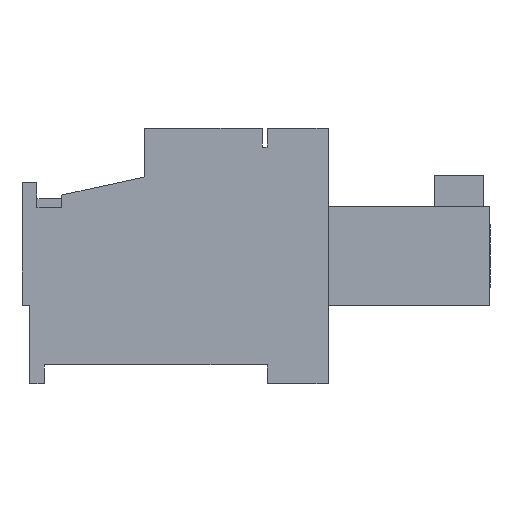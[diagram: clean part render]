
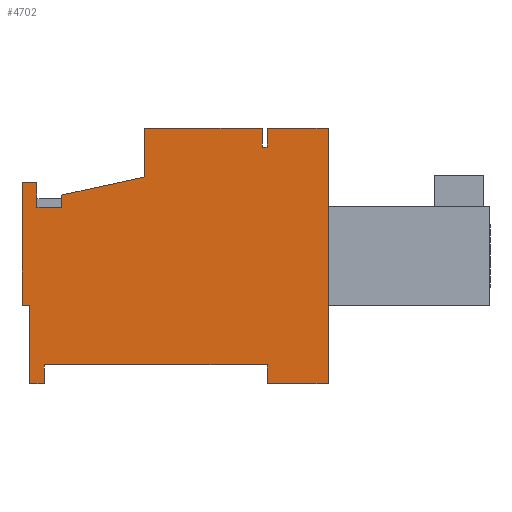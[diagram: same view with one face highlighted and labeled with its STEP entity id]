
A CAD part, left-side view. The second image highlights one B-rep face of the part: STEP entity #4702.
In plain terms, the highlighted planar face has unit normal (-1, 0, 0).
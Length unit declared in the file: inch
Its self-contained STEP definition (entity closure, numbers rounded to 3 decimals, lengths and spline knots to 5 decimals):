
#1=DIRECTION('',(0.,-1.,0.));
#2=VECTOR('',#1,0.008);
#3=CARTESIAN_POINT('',(-0.365,0.106,0.175));
#4=LINE('',#3,#2);
#5=DIRECTION('',(0.,0.,1.));
#6=VECTOR('',#5,0.03);
#7=CARTESIAN_POINT('',(-0.365,0.098,0.175));
#8=LINE('',#7,#6);
#9=DIRECTION('',(0.,1.,0.));
#10=VECTOR('',#9,0.098);
#11=CARTESIAN_POINT('',(-0.365,0.,0.205));
#12=LINE('',#11,#10);
#13=DIRECTION('',(0.,0.,-1.));
#14=VECTOR('',#13,0.41);
#15=CARTESIAN_POINT('',(-0.365,0.,0.205));
#16=LINE('',#15,#14);
#17=DIRECTION('',(0.,-1.,0.));
#18=VECTOR('',#17,0.098);
#19=CARTESIAN_POINT('',(-0.365,0.098,-0.205));
#20=LINE('',#19,#18);
#21=DIRECTION('',(0.,0.,1.));
#22=VECTOR('',#21,0.03);
#23=CARTESIAN_POINT('',(-0.365,0.098,-0.205));
#24=LINE('',#23,#22);
#25=DIRECTION('',(0.,1.,0.));
#26=VECTOR('',#25,0.358);
#27=CARTESIAN_POINT('',(-0.365,0.098,-0.175));
#28=LINE('',#27,#26);
#29=DIRECTION('',(0.,0.,-1.));
#30=VECTOR('',#29,0.03);
#31=CARTESIAN_POINT('',(-0.365,0.456,-0.175));
#32=LINE('',#31,#30);
#33=DIRECTION('',(0.,1.,0.));
#34=VECTOR('',#33,0.024);
#35=CARTESIAN_POINT('',(-0.365,0.456,-0.205));
#36=LINE('',#35,#34);
#37=DIRECTION('',(0.,0.,1.));
#38=VECTOR('',#37,0.126);
#39=CARTESIAN_POINT('',(-0.365,0.48,-0.205));
#40=LINE('',#39,#38);
#41=DIRECTION('',(0.,1.,0.));
#42=VECTOR('',#41,0.012);
#43=CARTESIAN_POINT('',(-0.365,0.48,-0.079));
#44=LINE('',#43,#42);
#45=DIRECTION('',(0.,0.,1.));
#46=VECTOR('',#45,0.197);
#47=CARTESIAN_POINT('',(-0.365,0.492,-0.079));
#48=LINE('',#47,#46);
#49=DIRECTION('',(0.,-1.,0.));
#50=VECTOR('',#49,0.024);
#51=CARTESIAN_POINT('',(-0.365,0.492,0.118));
#52=LINE('',#51,#50);
#53=DIRECTION('',(0.,0.,-1.));
#54=VECTOR('',#53,0.04);
#55=CARTESIAN_POINT('',(-0.365,0.468,0.118));
#56=LINE('',#55,#54);
#57=DIRECTION('',(0.,-1.,0.));
#58=VECTOR('',#57,0.04);
#59=CARTESIAN_POINT('',(-0.365,0.468,0.078));
#60=LINE('',#59,#58);
#61=DIRECTION('',(0.,0.,1.));
#62=VECTOR('',#61,0.02);
#63=CARTESIAN_POINT('',(-0.365,0.428,0.078));
#64=LINE('',#63,#62);
#65=DIRECTION('',(0.,-0.977,0.213));
#66=VECTOR('',#65,0.13612);
#67=CARTESIAN_POINT('',(-0.365,0.428,0.098));
#68=LINE('',#67,#66);
#69=DIRECTION('',(0.,0.,1.));
#70=VECTOR('',#69,0.078);
#71=CARTESIAN_POINT('',(-0.365,0.295,0.127));
#72=LINE('',#71,#70);
#73=DIRECTION('',(0.,-1.,0.));
#74=VECTOR('',#73,0.189);
#75=CARTESIAN_POINT('',(-0.365,0.295,0.205));
#76=LINE('',#75,#74);
#77=DIRECTION('',(0.,0.,-1.));
#78=VECTOR('',#77,0.03);
#79=CARTESIAN_POINT('',(-0.365,0.106,0.205));
#80=LINE('',#79,#78);
#3539=CARTESIAN_POINT('',(-0.365,0.456,-0.175));
#3540=CARTESIAN_POINT('',(-0.365,0.456,-0.205));
#3541=VERTEX_POINT('',#3539);
#3542=VERTEX_POINT('',#3540);
#3543=CARTESIAN_POINT('',(-0.365,0.48,-0.205));
#3544=VERTEX_POINT('',#3543);
#3545=CARTESIAN_POINT('',(-0.365,0.48,-0.079));
#3546=VERTEX_POINT('',#3545);
#3547=CARTESIAN_POINT('',(-0.365,0.492,-0.079));
#3548=VERTEX_POINT('',#3547);
#3549=CARTESIAN_POINT('',(-0.365,0.492,0.118));
#3550=VERTEX_POINT('',#3549);
#3551=CARTESIAN_POINT('',(-0.365,0.468,0.118));
#3552=VERTEX_POINT('',#3551);
#3553=CARTESIAN_POINT('',(-0.365,0.468,0.078));
#3554=VERTEX_POINT('',#3553);
#3555=CARTESIAN_POINT('',(-0.365,0.428,0.078));
#3556=VERTEX_POINT('',#3555);
#3557=CARTESIAN_POINT('',(-0.365,0.428,0.098));
#3558=VERTEX_POINT('',#3557);
#3559=CARTESIAN_POINT('',(-0.365,0.295,0.127));
#3560=VERTEX_POINT('',#3559);
#3561=CARTESIAN_POINT('',(-0.365,0.295,0.205));
#3562=VERTEX_POINT('',#3561);
#3563=CARTESIAN_POINT('',(-0.365,0.106,0.205));
#3564=VERTEX_POINT('',#3563);
#3591=CARTESIAN_POINT('',(-0.365,0.106,0.175));
#3592=VERTEX_POINT('',#3591);
#3603=CARTESIAN_POINT('',(-0.365,0.,0.205));
#3604=CARTESIAN_POINT('',(-0.365,0.098,0.205));
#3605=VERTEX_POINT('',#3603);
#3606=VERTEX_POINT('',#3604);
#3607=CARTESIAN_POINT('',(-0.365,0.098,-0.205));
#3608=CARTESIAN_POINT('',(-0.365,0.,-0.205));
#3609=VERTEX_POINT('',#3607);
#3610=VERTEX_POINT('',#3608);
#3611=CARTESIAN_POINT('',(-0.365,0.098,-0.175));
#3612=VERTEX_POINT('',#3611);
#3615=CARTESIAN_POINT('',(-0.365,0.098,0.175));
#3616=VERTEX_POINT('',#3615);
#4655=CARTESIAN_POINT('',(-0.365,0.,0.));
#4656=DIRECTION('',(1.,0.,0.));
#4657=DIRECTION('',(0.,0.,-1.));
#4658=AXIS2_PLACEMENT_3D('',#4655,#4656,#4657);
#4659=PLANE('',#4658);
#4661=ORIENTED_EDGE('',*,*,#4660,.T.);
#4663=ORIENTED_EDGE('',*,*,#4662,.T.);
#4665=ORIENTED_EDGE('',*,*,#4664,.F.);
#4667=ORIENTED_EDGE('',*,*,#4666,.T.);
#4669=ORIENTED_EDGE('',*,*,#4668,.F.);
#4671=ORIENTED_EDGE('',*,*,#4670,.T.);
#4673=ORIENTED_EDGE('',*,*,#4672,.T.);
#4675=ORIENTED_EDGE('',*,*,#4674,.T.);
#4677=ORIENTED_EDGE('',*,*,#4676,.T.);
#4679=ORIENTED_EDGE('',*,*,#4678,.T.);
#4681=ORIENTED_EDGE('',*,*,#4680,.T.);
#4683=ORIENTED_EDGE('',*,*,#4682,.T.);
#4685=ORIENTED_EDGE('',*,*,#4684,.T.);
#4687=ORIENTED_EDGE('',*,*,#4686,.T.);
#4689=ORIENTED_EDGE('',*,*,#4688,.T.);
#4691=ORIENTED_EDGE('',*,*,#4690,.T.);
#4693=ORIENTED_EDGE('',*,*,#4692,.T.);
#4695=ORIENTED_EDGE('',*,*,#4694,.T.);
#4697=ORIENTED_EDGE('',*,*,#4696,.T.);
#4699=ORIENTED_EDGE('',*,*,#4698,.T.);
#4700=EDGE_LOOP('',(#4661,#4663,#4665,#4667,#4669,#4671,#4673,#4675,#4677,#4679,
#4681,#4683,#4685,#4687,#4689,#4691,#4693,#4695,#4697,#4699));
#4701=FACE_OUTER_BOUND('',#4700,.F.);
#4702=ADVANCED_FACE('',(#4701),#4659,.F.);
#4660=EDGE_CURVE('',#3592,#3616,#4,.T.);
#4662=EDGE_CURVE('',#3616,#3606,#8,.T.);
#4664=EDGE_CURVE('',#3605,#3606,#12,.T.);
#4666=EDGE_CURVE('',#3605,#3610,#16,.T.);
#4668=EDGE_CURVE('',#3609,#3610,#20,.T.);
#4670=EDGE_CURVE('',#3609,#3612,#24,.T.);
#4672=EDGE_CURVE('',#3612,#3541,#28,.T.);
#4674=EDGE_CURVE('',#3541,#3542,#32,.T.);
#4676=EDGE_CURVE('',#3542,#3544,#36,.T.);
#4678=EDGE_CURVE('',#3544,#3546,#40,.T.);
#4680=EDGE_CURVE('',#3546,#3548,#44,.T.);
#4682=EDGE_CURVE('',#3548,#3550,#48,.T.);
#4684=EDGE_CURVE('',#3550,#3552,#52,.T.);
#4686=EDGE_CURVE('',#3552,#3554,#56,.T.);
#4688=EDGE_CURVE('',#3554,#3556,#60,.T.);
#4690=EDGE_CURVE('',#3556,#3558,#64,.T.);
#4692=EDGE_CURVE('',#3558,#3560,#68,.T.);
#4694=EDGE_CURVE('',#3560,#3562,#72,.T.);
#4696=EDGE_CURVE('',#3562,#3564,#76,.T.);
#4698=EDGE_CURVE('',#3564,#3592,#80,.T.);
